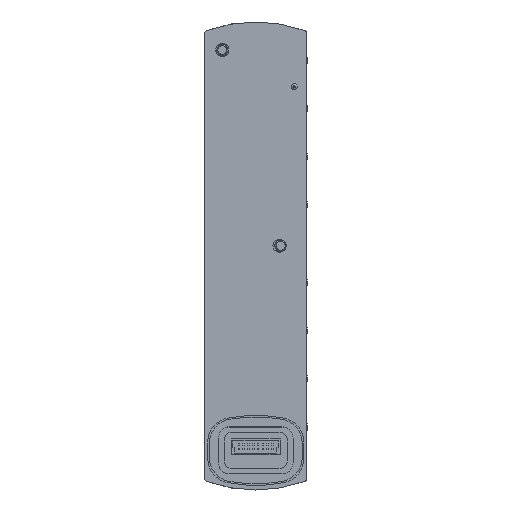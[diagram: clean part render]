
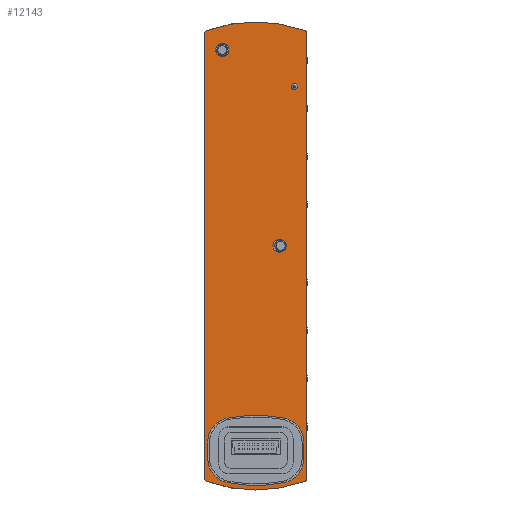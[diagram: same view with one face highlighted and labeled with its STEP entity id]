
A CAD part, front view. The second image highlights one B-rep face of the part: STEP entity #12143.
In plain terms, the highlighted planar face has unit normal (0, -1, 0).
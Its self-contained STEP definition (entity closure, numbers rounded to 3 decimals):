
#427=CIRCLE('',#12826,0.75);
#428=CIRCLE('',#12827,1.75);
#429=CIRCLE('',#12828,1.75);
#430=CIRCLE('',#12829,6.4);
#431=CIRCLE('',#12830,6.4);
#432=CIRCLE('',#12831,37.3);
#433=CIRCLE('',#12832,6.4);
#434=CIRCLE('',#12833,6.4);
#435=CIRCLE('',#12834,37.3);
#436=CIRCLE('',#12835,1.1);
#437=CIRCLE('',#12836,38.);
#438=CIRCLE('',#12837,1.1);
#439=CIRCLE('',#12838,1.1);
#440=CIRCLE('',#12839,38.);
#441=CIRCLE('',#12840,1.1);
#1040=ORIENTED_EDGE('',*,*,#3308,.F.);
#1041=ORIENTED_EDGE('',*,*,#3309,.T.);
#1042=ORIENTED_EDGE('',*,*,#3310,.T.);
#1043=ORIENTED_EDGE('',*,*,#3311,.T.);
#1044=ORIENTED_EDGE('',*,*,#3312,.T.);
#1045=ORIENTED_EDGE('',*,*,#3313,.T.);
#1046=ORIENTED_EDGE('',*,*,#3314,.T.);
#1047=ORIENTED_EDGE('',*,*,#3315,.T.);
#1048=ORIENTED_EDGE('',*,*,#3316,.T.);
#1049=ORIENTED_EDGE('',*,*,#3317,.T.);
#1050=ORIENTED_EDGE('',*,*,#3318,.T.);
#1051=ORIENTED_EDGE('',*,*,#3319,.F.);
#1052=ORIENTED_EDGE('',*,*,#3320,.F.);
#1053=ORIENTED_EDGE('',*,*,#3321,.F.);
#1054=ORIENTED_EDGE('',*,*,#3322,.F.);
#1055=ORIENTED_EDGE('',*,*,#3323,.F.);
#1056=ORIENTED_EDGE('',*,*,#3324,.F.);
#1057=ORIENTED_EDGE('',*,*,#3325,.F.);
#1058=ORIENTED_EDGE('',*,*,#3326,.F.);
#3308=EDGE_CURVE('',#4452,#4452,#427,.F.);
#3309=EDGE_CURVE('',#4453,#4453,#428,.T.);
#3310=EDGE_CURVE('',#4454,#4454,#429,.T.);
#3311=EDGE_CURVE('',#4455,#4456,#430,.T.);
#3312=EDGE_CURVE('',#4456,#4457,#5239,.T.);
#3313=EDGE_CURVE('',#4457,#4458,#431,.T.);
#3314=EDGE_CURVE('',#4458,#4459,#432,.T.);
#3315=EDGE_CURVE('',#4459,#4460,#433,.T.);
#3316=EDGE_CURVE('',#4460,#4461,#5240,.T.);
#3317=EDGE_CURVE('',#4461,#4462,#434,.T.);
#3318=EDGE_CURVE('',#4462,#4455,#435,.T.);
#3319=EDGE_CURVE('',#4463,#4464,#436,.T.);
#3320=EDGE_CURVE('',#4465,#4463,#437,.T.);
#3321=EDGE_CURVE('',#4466,#4465,#438,.T.);
#3322=EDGE_CURVE('',#4467,#4466,#5241,.T.);
#3323=EDGE_CURVE('',#4468,#4467,#439,.T.);
#3324=EDGE_CURVE('',#4469,#4468,#440,.T.);
#3325=EDGE_CURVE('',#4470,#4469,#441,.T.);
#3326=EDGE_CURVE('',#4464,#4470,#5242,.T.);
#4452=VERTEX_POINT('',#16924);
#4453=VERTEX_POINT('',#16926);
#4454=VERTEX_POINT('',#16928);
#4455=VERTEX_POINT('',#16930);
#4456=VERTEX_POINT('',#16931);
#4457=VERTEX_POINT('',#16933);
#4458=VERTEX_POINT('',#16935);
#4459=VERTEX_POINT('',#16937);
#4460=VERTEX_POINT('',#16939);
#4461=VERTEX_POINT('',#16941);
#4462=VERTEX_POINT('',#16943);
#4463=VERTEX_POINT('',#16946);
#4464=VERTEX_POINT('',#16947);
#4465=VERTEX_POINT('',#16949);
#4466=VERTEX_POINT('',#16951);
#4467=VERTEX_POINT('',#16953);
#4468=VERTEX_POINT('',#16955);
#4469=VERTEX_POINT('',#16957);
#4470=VERTEX_POINT('',#16959);
#5239=LINE('',#16932,#5950);
#5240=LINE('',#16940,#5951);
#5241=LINE('',#16952,#5952);
#5242=LINE('',#16960,#5953);
#5950=VECTOR('',#14073,1000.);
#5951=VECTOR('',#14080,1000.);
#5952=VECTOR('',#14091,1000.);
#5953=VECTOR('',#14098,1000.);
#6605=EDGE_LOOP('',(#1040));
#6606=EDGE_LOOP('',(#1041));
#6607=EDGE_LOOP('',(#1042));
#6608=EDGE_LOOP('',(#1043,#1044,#1045,#1046,#1047,#1048,#1049,#1050));
#6609=EDGE_LOOP('',(#1051,#1052,#1053,#1054,#1055,#1056,#1057,#1058));
#7458=FACE_BOUND('',#6605,.T.);
#7459=FACE_BOUND('',#6606,.T.);
#7460=FACE_BOUND('',#6607,.T.);
#7461=FACE_BOUND('',#6608,.T.);
#7462=FACE_BOUND('',#6609,.T.);
#8260=PLANE('',#12825);
#12143=ADVANCED_FACE('',(#7458,#7459,#7460,#7461,#7462),#8260,.F.);
#12825=AXIS2_PLACEMENT_3D('',#16922,#14063,#14064);
#12826=AXIS2_PLACEMENT_3D('',#16923,#14065,#14066);
#12827=AXIS2_PLACEMENT_3D('',#16925,#14067,#14068);
#12828=AXIS2_PLACEMENT_3D('',#16927,#14069,#14070);
#12829=AXIS2_PLACEMENT_3D('',#16929,#14071,#14072);
#12830=AXIS2_PLACEMENT_3D('',#16934,#14074,#14075);
#12831=AXIS2_PLACEMENT_3D('',#16936,#14076,#14077);
#12832=AXIS2_PLACEMENT_3D('',#16938,#14078,#14079);
#12833=AXIS2_PLACEMENT_3D('',#16942,#14081,#14082);
#12834=AXIS2_PLACEMENT_3D('',#16944,#14083,#14084);
#12835=AXIS2_PLACEMENT_3D('',#16945,#14085,#14086);
#12836=AXIS2_PLACEMENT_3D('',#16948,#14087,#14088);
#12837=AXIS2_PLACEMENT_3D('',#16950,#14089,#14090);
#12838=AXIS2_PLACEMENT_3D('',#16954,#14092,#14093);
#12839=AXIS2_PLACEMENT_3D('',#16956,#14094,#14095);
#12840=AXIS2_PLACEMENT_3D('',#16958,#14096,#14097);
#14063=DIRECTION('',(0.,1.,0.));
#14064=DIRECTION('',(0.,0.,1.));
#14065=DIRECTION('',(0.,1.,0.));
#14066=DIRECTION('',(0.,0.,1.));
#14067=DIRECTION('',(0.,1.,0.));
#14068=DIRECTION('',(0.,0.,1.));
#14069=DIRECTION('',(0.,1.,0.));
#14070=DIRECTION('',(0.,0.,1.));
#14071=DIRECTION('',(0.,1.,0.));
#14072=DIRECTION('',(1.,0.,0.));
#14073=DIRECTION('',(0.,0.,1.));
#14074=DIRECTION('',(0.,1.,0.));
#14075=DIRECTION('',(1.,0.,0.));
#14076=DIRECTION('',(0.,1.,0.));
#14077=DIRECTION('',(1.,0.,0.));
#14078=DIRECTION('',(0.,1.,0.));
#14079=DIRECTION('',(1.,0.,0.));
#14080=DIRECTION('',(0.,0.,-1.));
#14081=DIRECTION('',(0.,1.,0.));
#14082=DIRECTION('',(1.,0.,0.));
#14083=DIRECTION('',(0.,1.,0.));
#14084=DIRECTION('',(1.,0.,0.));
#14085=DIRECTION('',(0.,1.,0.));
#14086=DIRECTION('',(1.,0.,0.));
#14087=DIRECTION('',(0.,1.,0.));
#14088=DIRECTION('',(1.,0.,0.));
#14089=DIRECTION('',(0.,1.,0.));
#14090=DIRECTION('',(1.,0.,0.));
#14091=DIRECTION('',(0.,0.,-1.));
#14092=DIRECTION('',(0.,1.,0.));
#14093=DIRECTION('',(1.,0.,0.));
#14094=DIRECTION('',(0.,1.,0.));
#14095=DIRECTION('',(1.,0.,0.));
#14096=DIRECTION('',(0.,1.,0.));
#14097=DIRECTION('',(1.,0.,0.));
#14098=DIRECTION('',(0.,0.,1.));
#16922=CARTESIAN_POINT('',(-12.4,0.,-7.204));
#16923=CARTESIAN_POINT('',(10.15,0.,95.9));
#16924=CARTESIAN_POINT('',(10.15,0.,96.65));
#16925=CARTESIAN_POINT('',(-8.8,0.,105.55));
#16926=CARTESIAN_POINT('',(-8.8,0.,107.3));
#16927=CARTESIAN_POINT('',(6.3,0.,53.95));
#16928=CARTESIAN_POINT('',(6.3,0.,55.7));
#16929=CARTESIAN_POINT('',(-6.25,0.,-2.211));
#16930=CARTESIAN_POINT('',(-7.544,0.,-8.479));
#16931=CARTESIAN_POINT('',(-12.65,0.,-2.211));
#16932=CARTESIAN_POINT('',(-12.65,0.,-2.211));
#16933=CARTESIAN_POINT('',(-12.65,0.,2.211));
#16934=CARTESIAN_POINT('',(-6.25,0.,2.211));
#16935=CARTESIAN_POINT('',(-7.544,0.,8.479));
#16936=CARTESIAN_POINT('',(0.,0.,-28.05));
#16937=CARTESIAN_POINT('',(7.544,0.,8.479));
#16938=CARTESIAN_POINT('',(6.25,0.,2.211));
#16939=CARTESIAN_POINT('',(12.65,0.,2.211));
#16940=CARTESIAN_POINT('',(12.65,0.,2.211));
#16941=CARTESIAN_POINT('',(12.65,0.,-2.211));
#16942=CARTESIAN_POINT('',(6.25,0.,-2.211));
#16943=CARTESIAN_POINT('',(7.544,0.,-8.479));
#16944=CARTESIAN_POINT('',(0.,0.,28.05));
#16945=CARTESIAN_POINT('',(-12.4,0.,-7.204));
#16946=CARTESIAN_POINT('',(-12.77,0.,-8.24));
#16947=CARTESIAN_POINT('',(-13.5,0.,-7.204));
#16948=CARTESIAN_POINT('',(0.,0.,27.55));
#16949=CARTESIAN_POINT('',(12.77,0.,-8.24));
#16950=CARTESIAN_POINT('',(12.4,0.,-7.204));
#16951=CARTESIAN_POINT('',(13.5,0.,-7.204));
#16952=CARTESIAN_POINT('',(13.5,0.,109.704));
#16953=CARTESIAN_POINT('',(13.5,0.,109.704));
#16954=CARTESIAN_POINT('',(12.4,0.,109.704));
#16955=CARTESIAN_POINT('',(12.77,0.,110.74));
#16956=CARTESIAN_POINT('',(0.,0.,74.95));
#16957=CARTESIAN_POINT('',(-12.77,0.,110.74));
#16958=CARTESIAN_POINT('',(-12.4,0.,109.704));
#16959=CARTESIAN_POINT('',(-13.5,0.,109.704));
#16960=CARTESIAN_POINT('',(-13.5,0.,-7.204));
